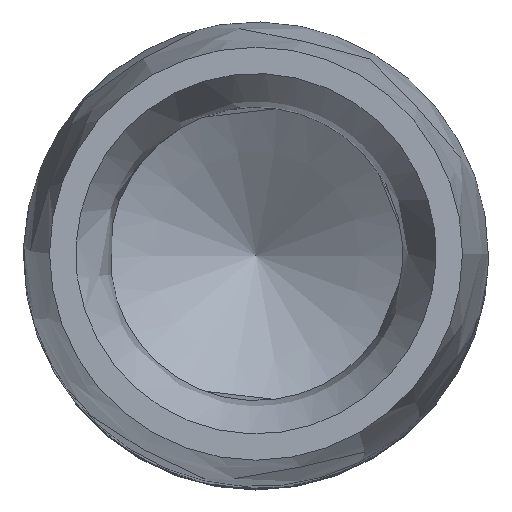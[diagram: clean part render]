
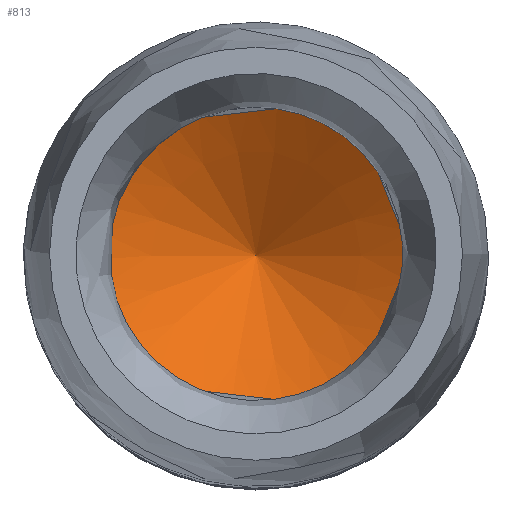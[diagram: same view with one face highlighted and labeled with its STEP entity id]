
A CAD part, top view. The second image highlights one B-rep face of the part: STEP entity #813.
In plain terms, the highlighted conical face has half-angle 59 degrees and reference radius 0 mm.
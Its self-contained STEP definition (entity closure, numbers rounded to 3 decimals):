
#800=CONICAL_SURFACE('',#2785,0.,59.);
#806=VERTEX_LOOP('',#2156);
#813=ADVANCED_FACE('',(#1305,#1306),#800,.F.);
#1305=FACE_BOUND('',#1368,.T.);
#1306=FACE_BOUND('',#806,.T.);
#1368=EDGE_LOOP('',(#1608));
#1608=ORIENTED_EDGE('',*,*,#2347,.T.);
#2155=VERTEX_POINT('',#3904);
#2156=VERTEX_POINT('',#3906);
#2347=EDGE_CURVE('',#2155,#2155,#2582,.T.);
#2582=CIRCLE('',#2783,1.525);
#2783=AXIS2_PLACEMENT_3D('',#3903,#3066,#3067);
#2785=AXIS2_PLACEMENT_3D('',#3907,#3070,#3071);
#3066=DIRECTION('',(0.,0.,1.));
#3067=DIRECTION('',(0.609,0.793,0.));
#3070=DIRECTION('',(0.,0.,1.));
#3071=DIRECTION('',(1.,0.,0.));
#3903=CARTESIAN_POINT('',(0.,0.,4.6));
#3904=CARTESIAN_POINT('',(0.929,1.209,4.6));
#3906=CARTESIAN_POINT('',(0.,0.,3.684));
#3907=CARTESIAN_POINT('',(0.,0.,3.684));
